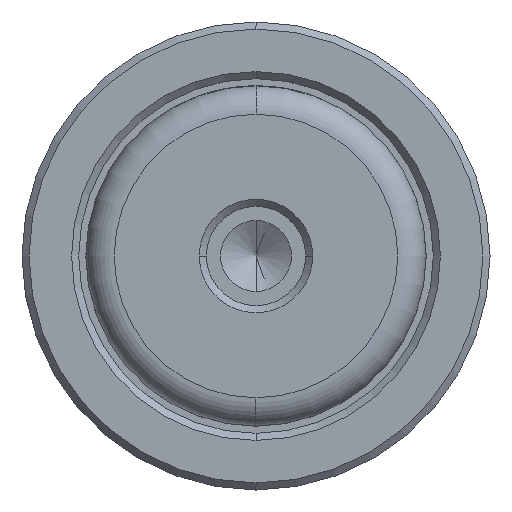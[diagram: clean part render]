
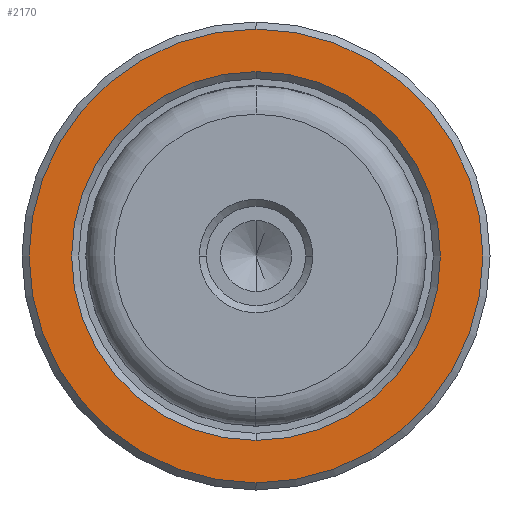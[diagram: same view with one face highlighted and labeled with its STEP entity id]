
A CAD part, left-side view. The second image highlights one B-rep face of the part: STEP entity #2170.
In plain terms, the highlighted planar face has unit normal (-1, 0, 0).
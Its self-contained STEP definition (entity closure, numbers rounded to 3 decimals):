
#15 = EDGE_LOOP ( 'NONE', ( #1148, #1908 ) ) ;
#36 = VERTEX_POINT ( 'NONE', #854 ) ;
#50 = FACE_BOUND ( 'NONE', #2043, .T. ) ;
#54 = AXIS2_PLACEMENT_3D ( 'NONE', #94, #1758, #1581 ) ;
#92 = DIRECTION ( 'NONE',  ( -1., 0., 0. ) ) ;
#94 = CARTESIAN_POINT ( 'NONE',  ( 24., -12., 0. ) ) ;
#142 = CIRCLE ( 'NONE', #2029, 16. ) ;
#159 = EDGE_CURVE ( 'NONE', #364, #1319, #142, .T. ) ;
#195 = DIRECTION ( 'NONE',  ( 1., 0., 0. ) ) ;
#364 = VERTEX_POINT ( 'NONE', #2065 ) ;
#397 = AXIS2_PLACEMENT_3D ( 'NONE', #405, #1684, #588 ) ;
#405 = CARTESIAN_POINT ( 'NONE',  ( 24., 0., 0. ) ) ;
#415 = AXIS2_PLACEMENT_3D ( 'NONE', #1302, #195, #1485 ) ;
#487 = CIRCLE ( 'NONE', #397, 13. ) ;
#519 = DIRECTION ( 'NONE',  ( -1., 0., 0. ) ) ;
#540 = CIRCLE ( 'NONE', #415, 13. ) ;
#573 = CARTESIAN_POINT ( 'NONE',  ( 24., 0., -13. ) ) ;
#577 = ORIENTED_EDGE ( 'NONE', *, *, #2197, .T. ) ;
#588 = DIRECTION ( 'NONE',  ( 0., 0., -1. ) ) ;
#854 = CARTESIAN_POINT ( 'NONE',  ( 24., 0., 13. ) ) ;
#941 = CARTESIAN_POINT ( 'NONE',  ( 24., 0., -16. ) ) ;
#1109 = ORIENTED_EDGE ( 'NONE', *, *, #1189, .T. ) ;
#1148 = ORIENTED_EDGE ( 'NONE', *, *, #2340, .T. ) ;
#1185 = CARTESIAN_POINT ( 'NONE',  ( 24., 0., 0. ) ) ;
#1189 = EDGE_CURVE ( 'NONE', #1346, #36, #487, .T. ) ;
#1223 = PLANE ( 'NONE',  #54 ) ;
#1302 = CARTESIAN_POINT ( 'NONE',  ( 24., 0., 0. ) ) ;
#1319 = VERTEX_POINT ( 'NONE', #941 ) ;
#1346 = VERTEX_POINT ( 'NONE', #573 ) ;
#1360 = DIRECTION ( 'NONE',  ( 0., 0., 1. ) ) ;
#1485 = DIRECTION ( 'NONE',  ( 0., 0., -1. ) ) ;
#1521 = AXIS2_PLACEMENT_3D ( 'NONE', #1185, #92, #1360 ) ;
#1581 = DIRECTION ( 'NONE',  ( 0., 0., 1. ) ) ;
#1614 = CARTESIAN_POINT ( 'NONE',  ( 24., 0., 0. ) ) ;
#1648 = CIRCLE ( 'NONE', #1521, 16. ) ;
#1684 = DIRECTION ( 'NONE',  ( 1., 0., 0. ) ) ;
#1758 = DIRECTION ( 'NONE',  ( -1., 0., 0. ) ) ;
#1800 = DIRECTION ( 'NONE',  ( 0., 0., 1. ) ) ;
#1908 = ORIENTED_EDGE ( 'NONE', *, *, #159, .T. ) ;
#2004 = FACE_OUTER_BOUND ( 'NONE', #15, .T. ) ;
#2029 = AXIS2_PLACEMENT_3D ( 'NONE', #1614, #519, #1800 ) ;
#2043 = EDGE_LOOP ( 'NONE', ( #577, #1109 ) ) ;
#2065 = CARTESIAN_POINT ( 'NONE',  ( 24., 0., 16. ) ) ;
#2170 = ADVANCED_FACE ( 'NONE', ( #2004, #50 ), #1223, .T. ) ;
#2197 = EDGE_CURVE ( 'NONE', #36, #1346, #540, .T. ) ;
#2340 = EDGE_CURVE ( 'NONE', #1319, #364, #1648, .T. ) ;
